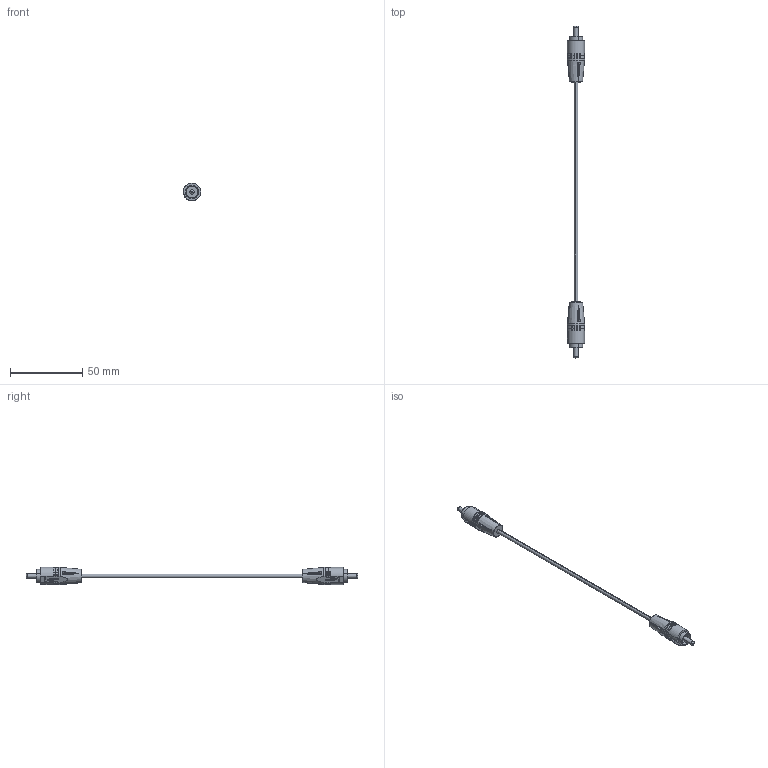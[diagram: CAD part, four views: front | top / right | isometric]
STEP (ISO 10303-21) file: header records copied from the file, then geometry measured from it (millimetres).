
FILE_DESCRIPTION (( 'STEP AP203' ), '1' );
FILE_NAME ('CTL1R.STEP', '2006-06-23T18:28:33', ( 'lcom' ), ( 'lcom' ), 'SwSTEP 2.0', 'SolidWorks 2006004', '' );
FILE_SCHEMA (( 'CONFIG_CONTROL_DESIGN' ));
Length unit declared in the file: inch
Products named in the file (5): 3AB03-010; CTL1R; CTL1R-MA1; 3AB03-010-MA1; MTN-019_RCA 
Assembly tree (5 placements, depth 3):
  CTL1R
    3AB03-010  x2
      MTN-019_RCA 
      3AB03-010-MA1
    CTL1R-MA1
Bounding box: 12.38 x 229.97 x 12.38 mm (x, y, z)
Volume: 5590.8 mm3; surface area: 5435.3 mm2
Topology: 5 solids, 5 shells, 408 faces, 1024 edges, 644 vertices
Faces by surface type: plane 160, cylinder 92, bspline 86, torus 54, sphere 12, cone 4
Entity records: 10785 total; most frequent: CARTESIAN_POINT 5518, ORIENTED_EDGE 1022, DIRECTION 930, EDGE_CURVE 511, AXIS2_PLACEMENT_3D 354, VERTEX_POINT 322, VECTOR 222, LINE 222
